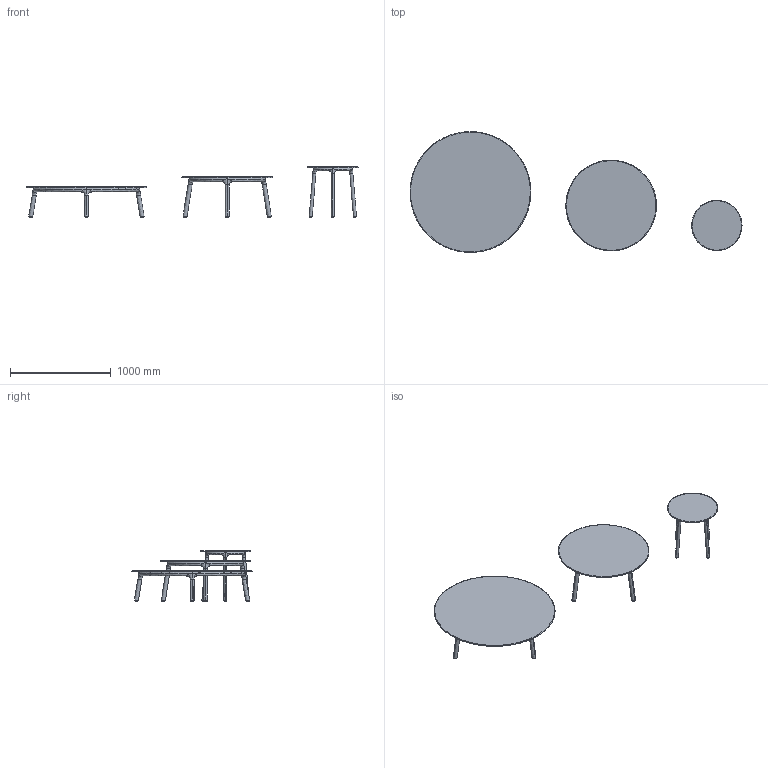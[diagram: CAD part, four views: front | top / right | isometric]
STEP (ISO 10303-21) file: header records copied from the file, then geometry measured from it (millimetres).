
FILE_DESCRIPTION(/* description */ (''),/* implementation_level */ '2;1');
FILE_NAME(/* name */ 'CANNAG~1',/* time_stamp */ '2021-07-13T12:15:10+02:00',/* author */ (''),/* organization */ (''),/* preprocessor_version */ 'ST-DEVELOPER v16.5',/* originating_system */ '',/* authorisation */ '');
FILE_SCHEMA (('AUTOMOTIVE_DESIGN'));
Length unit declared in the file: millimetre
Products named in the file (1): Document
Bounding box: 3297.13 x 1199.21 x 500.01 mm (x, y, z)
Volume: 24319430 mm3; surface area: 5249769.7 mm2
Topology: 4 solids, 6 shells, 114 faces, 262 edges, 153 vertices
Faces by surface type: bspline 96, plane 18
Entity records: 14974 total; most frequent: CARTESIAN_POINT 13308, ORIENTED_EDGE 528, EDGE_CURVE 266, B_SPLINE_CURVE_WITH_KNOTS 173, VERTEX_POINT 153, ADVANCED_FACE 114, FACE_OUTER_BOUND 114, EDGE_LOOP 114
